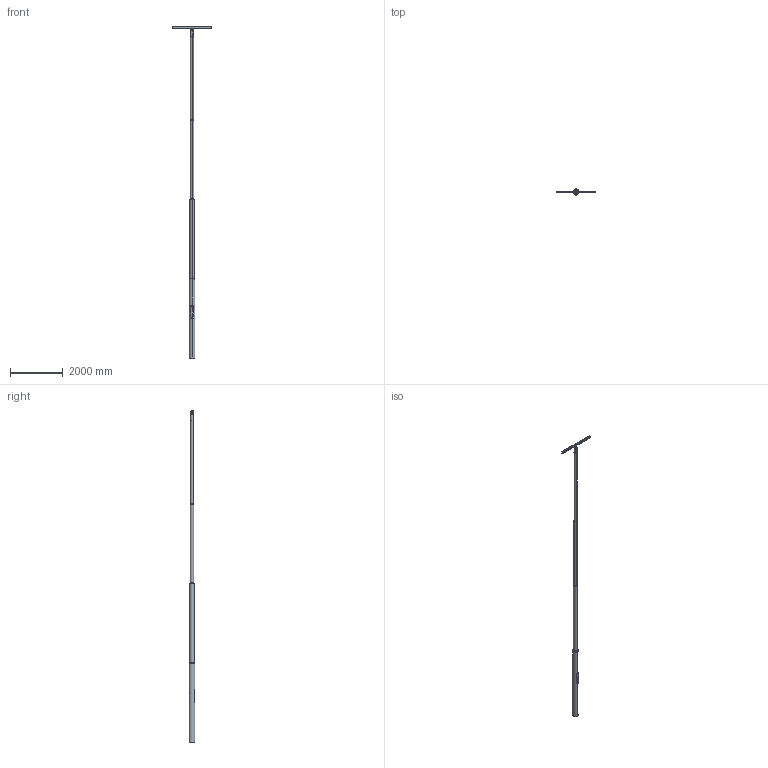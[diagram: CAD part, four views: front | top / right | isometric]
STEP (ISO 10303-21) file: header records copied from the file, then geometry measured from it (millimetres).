
FILE_DESCRIPTION (( 'STEP AP214' ), '1' );
FILE_NAME ('111000KGXS H12TO15 4608490 VALONHEITINPYLVÄS_3D.step', '2022-05-31T12:16:58', ( '' ), ( '' ), 'SwSTEP 2.0', 'SolidWorks 2021', '' );
FILE_SCHEMA (( 'AUTOMOTIVE_DESIGN' ));
Length unit declared in the file: millimetre
Products named in the file (18): socket set screw cone point_din_DIN 914 - M10 x 20-N; 111000KGXS H12TO15 4608490 VALONHEITINPYLVÄS_3D; ORREN AIHIO_ORREN AIHIO UNP-80X1500; OLAKEORREN AIHIO_D89-350; SOVITERENGAS SORVATTU_D219-D168; 219,1X4,5 PYÖREÄPUTKI-TYVI_219,1 TYVIPUTKI TASAPŽŽT-3000; ORREN LATTA_LATTA 5X50X180; socket set screw cone point_din_DIN 914 - M10 x 16-N; KYTKENTÄAUKON LATTARAUTA_LATTA 4X20X150; OLAKEORSI_TO15-89-114; SOVITERENGAS OLAKEVARSI_SOVITERENGAS D89-D114; 114,3X3,6 PY烼E鵬UTKI-LATVA_114,3X3,6 LATVAPUTKI-3400; 139,7X3,6 PYÖREÄPUTKI-VÄLI_168-139-114 VŽLIPUTKI TASALATVA-3000; socket head cap screw_din_DIN 912 M6 x 16 --- 16N; 168,3X4,0 PYÖREÄPUTKI-VÄLI_219-168-140 VŽLIPUTKI TASAPŽŽT-3000; OLAKEVARREN LATTA_LATTA 3X7,5X200; H12 VALONHEITINRUNKO_H12(TO15); YKSI R_KYTKENTÄAUKON LUUKKU_LUUKKU D219,1
Assembly tree (24 placements, depth 3):
  111000KGXS H12TO15 4608490 VALONHEITINPYLVÄS_3D
    H12 VALONHEITINRUNKO_H12(TO15)
      219,1X4,5 PYÖREÄPUTKI-TYVI_219,1 TYVIPUTKI TASAPŽŽT-3000
      SOVITERENGAS SORVATTU_D219-D168
      168,3X4,0 PYÖREÄPUTKI-VÄLI_219-168-140 VŽLIPUTKI TASAPŽŽT-3000
      139,7X3,6 PYÖREÄPUTKI-VÄLI_168-139-114 VŽLIPUTKI TASALATVA-3000
      114,3X3,6 PY烼E鵬UTKI-LATVA_114,3X3,6 LATVAPUTKI-3400
      socket set screw cone point_din_DIN 914 - M10 x 16-N  x2
      socket set screw cone point_din_DIN 914 - M10 x 20-N
      YKSI R_KYTKENTÄAUKON LUUKKU_LUUKKU D219,1
      socket head cap screw_din_DIN 912 M6 x 16 --- 16N  x4
      KYTKENTÄAUKON LATTARAUTA_LATTA 4X20X150  x2
    OLAKEORSI_TO15-89-114
      OLAKEORREN AIHIO_D89-350
      ORREN AIHIO_ORREN AIHIO UNP-80X1500
      ORREN LATTA_LATTA 5X50X180
      OLAKEVARREN LATTA_LATTA 3X7,5X200  x3
      SOVITERENGAS OLAKEVARSI_SOVITERENGAS D89-D114
Bounding box: 1500 x 226.6 x 12580 mm (x, y, z)
Volume: 26630582.6 mm3; surface area: 12961531.3 mm2
Topology: 22 solids, 22 shells, 358 faces, 870 edges, 542 vertices
Faces by surface type: plane 169, cylinder 111, cone 58, torus 18, bspline 2
Entity records: 10076 total; most frequent: CARTESIAN_POINT 3402, DIRECTION 1244, ORIENTED_EDGE 1240, EDGE_CURVE 620, AXIS2_PLACEMENT_3D 459, VERTEX_POINT 395, VECTOR 326, LINE 326
